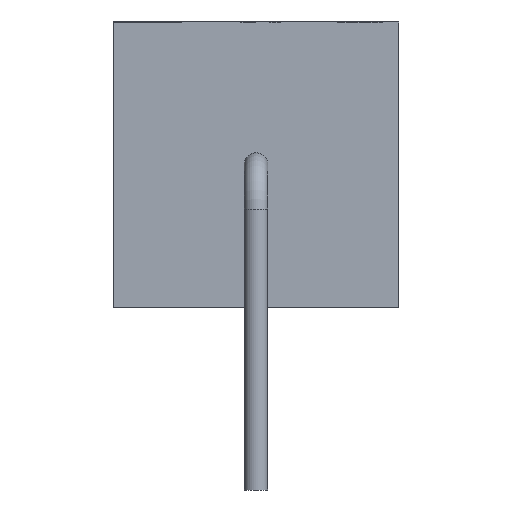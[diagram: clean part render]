
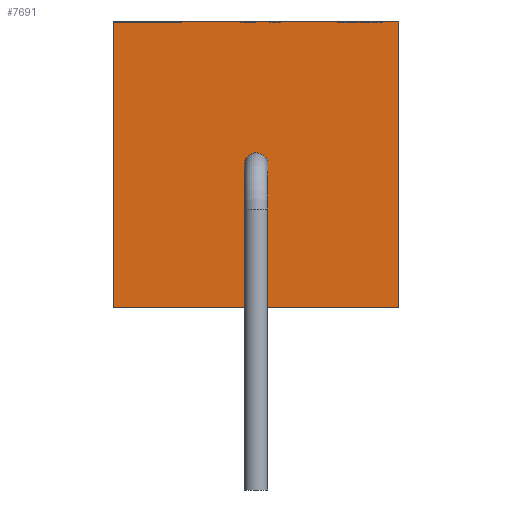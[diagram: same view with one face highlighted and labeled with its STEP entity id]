
A CAD part, left-side view. The second image highlights one B-rep face of the part: STEP entity #7691.
In plain terms, the highlighted planar face has unit normal (-1, 0, 0).
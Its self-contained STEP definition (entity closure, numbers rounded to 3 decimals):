
#1152=FACE_OUTER_BOUND('',#1579,.T.);
#1579=EDGE_LOOP('',(#7060,#7061,#7062,#7063,#7064,#7065,#7066,#7067,#7068,
#7069));
#1872=LINE('',#11937,#2546);
#1873=LINE('',#11963,#2547);
#2096=LINE('',#14518,#2770);
#2098=LINE('',#14540,#2772);
#2249=LINE('',#15058,#2923);
#2253=LINE('',#15063,#2927);
#2254=LINE('',#15064,#2928);
#2255=LINE('',#15066,#2929);
#2260=LINE('',#15085,#2934);
#2261=LINE('',#15087,#2935);
#2546=VECTOR('',#8324,10.);
#2547=VECTOR('',#8325,10.);
#2770=VECTOR('',#8644,10.);
#2772=VECTOR('',#8646,10.);
#2923=VECTOR('',#8887,10.);
#2927=VECTOR('',#8893,10.);
#2928=VECTOR('',#8894,10.);
#2929=VECTOR('',#8895,10.);
#2934=VECTOR('',#8922,10.);
#2935=VECTOR('',#8925,10.);
#3281=VERTEX_POINT('',#11930);
#3282=VERTEX_POINT('',#11936);
#3565=VERTEX_POINT('',#14515);
#3566=VERTEX_POINT('',#14517);
#3681=VERTEX_POINT('',#15055);
#3682=VERTEX_POINT('',#15057);
#3683=VERTEX_POINT('',#15065);
#3686=VERTEX_POINT('',#15082);
#4205=EDGE_CURVE('',#3282,#3281,#1872,.T.);
#4209=EDGE_CURVE('',#3282,#3281,#1873,.T.);
#4632=EDGE_CURVE('',#3566,#3565,#2096,.T.);
#4636=EDGE_CURVE('',#3566,#3565,#2098,.T.);
#4808=EDGE_CURVE('',#3681,#3682,#2249,.T.);
#4812=EDGE_CURVE('',#3682,#3565,#2253,.T.);
#4813=EDGE_CURVE('',#3565,#3281,#2254,.T.);
#4814=EDGE_CURVE('',#3281,#3683,#2255,.T.);
#4819=EDGE_CURVE('',#3686,#3683,#2260,.T.);
#4820=EDGE_CURVE('',#3686,#3681,#2261,.T.);
#7060=ORIENTED_EDGE('',*,*,#4820,.F.);
#7061=ORIENTED_EDGE('',*,*,#4819,.T.);
#7062=ORIENTED_EDGE('',*,*,#4814,.F.);
#7063=ORIENTED_EDGE('',*,*,#4209,.F.);
#7064=ORIENTED_EDGE('',*,*,#4205,.T.);
#7065=ORIENTED_EDGE('',*,*,#4813,.F.);
#7066=ORIENTED_EDGE('',*,*,#4636,.F.);
#7067=ORIENTED_EDGE('',*,*,#4632,.T.);
#7068=ORIENTED_EDGE('',*,*,#4812,.F.);
#7069=ORIENTED_EDGE('',*,*,#4808,.F.);
#7290=PLANE('',#7889);
#7691=ADVANCED_FACE('',(#1152),#7290,.T.);
#7889=AXIS2_PLACEMENT_3D('',#15086,#8923,#8924);
#8324=DIRECTION('',(0.,0.,1.));
#8325=DIRECTION('',(0.,0.,1.));
#8644=DIRECTION('',(0.,0.,1.));
#8646=DIRECTION('',(0.,0.,1.));
#8887=DIRECTION('',(0.,0.,1.));
#8893=DIRECTION('',(0.,-1.,0.));
#8894=DIRECTION('',(0.,-1.,0.));
#8895=DIRECTION('',(0.,-1.,0.));
#8922=DIRECTION('',(0.,0.,1.));
#8923=DIRECTION('center_axis',(-1.,0.,0.));
#8924=DIRECTION('ref_axis',(0.,-1.,0.));
#8925=DIRECTION('',(0.,1.,0.));
#11930=CARTESIAN_POINT('',(0.,1.305,9.65));
#11936=CARTESIAN_POINT('',(0.,1.305,9.648));
#11937=CARTESIAN_POINT('',(0.,1.305,9.65));
#11963=CARTESIAN_POINT('',(0.,1.305,9.65));
#14515=CARTESIAN_POINT('',(0.,4.363,9.65));
#14517=CARTESIAN_POINT('',(0.,4.363,9.648));
#14518=CARTESIAN_POINT('',(0.,4.363,4.825));
#14540=CARTESIAN_POINT('',(0.,4.363,4.825));
#15055=CARTESIAN_POINT('',(0.,9.65,0.));
#15057=CARTESIAN_POINT('',(0.,9.65,9.65));
#15058=CARTESIAN_POINT('',(0.,9.65,0.));
#15063=CARTESIAN_POINT('',(0.,0.,9.65));
#15064=CARTESIAN_POINT('',(0.,0.,9.65));
#15065=CARTESIAN_POINT('',(0.,0.,9.65));
#15066=CARTESIAN_POINT('',(0.,0.,9.65));
#15082=CARTESIAN_POINT('',(0.,0.,0.));
#15085=CARTESIAN_POINT('',(0.,0.,0.));
#15086=CARTESIAN_POINT('Origin',(0.,9.65,0.));
#15087=CARTESIAN_POINT('',(0.,0.,0.));
